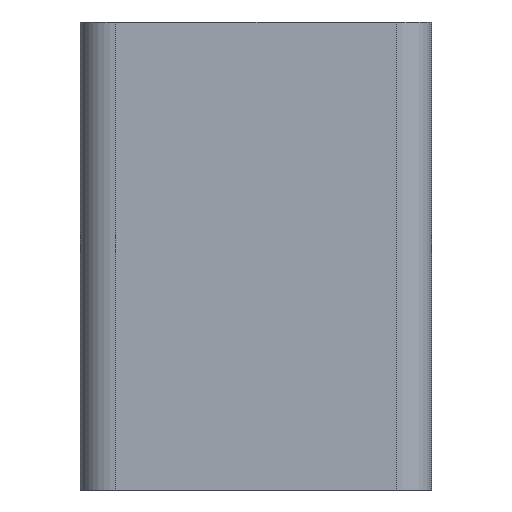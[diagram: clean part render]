
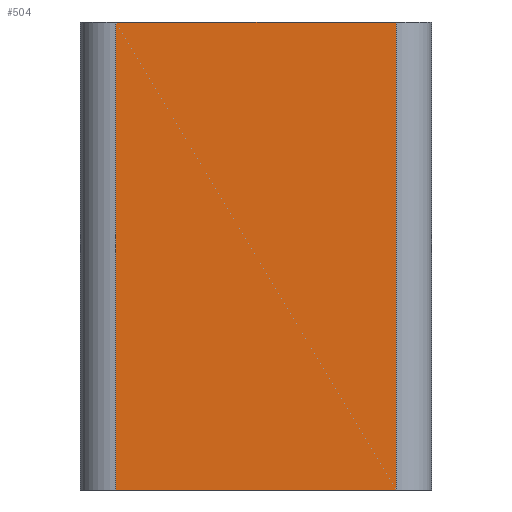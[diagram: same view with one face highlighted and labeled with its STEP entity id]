
A CAD part, front view. The second image highlights one B-rep face of the part: STEP entity #504.
In plain terms, the highlighted planar face has unit normal (0, -1, 0).
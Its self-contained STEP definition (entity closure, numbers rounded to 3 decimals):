
#38=PLANE('',#572);
#68=FACE_OUTER_BOUND('',#106,.T.);
#106=EDGE_LOOP('',(#453,#454,#455,#456));
#136=LINE('',#822,#180);
#143=LINE('',#844,#187);
#149=LINE('',#861,#193);
#151=LINE('',#864,#195);
#180=VECTOR('',#668,10.);
#187=VECTOR('',#695,10.);
#193=VECTOR('',#719,10.);
#195=VECTOR('',#723,10.);
#252=VERTEX_POINT('',#819);
#253=VERTEX_POINT('',#821);
#257=VERTEX_POINT('',#841);
#258=VERTEX_POINT('',#843);
#305=EDGE_CURVE('',#253,#252,#136,.T.);
#316=EDGE_CURVE('',#258,#257,#143,.T.);
#325=EDGE_CURVE('',#253,#257,#149,.T.);
#327=EDGE_CURVE('',#258,#252,#151,.T.);
#453=ORIENTED_EDGE('',*,*,#305,.T.);
#454=ORIENTED_EDGE('',*,*,#327,.F.);
#455=ORIENTED_EDGE('',*,*,#316,.T.);
#456=ORIENTED_EDGE('',*,*,#325,.F.);
#504=ADVANCED_FACE('',(#68),#38,.F.);
#572=AXIS2_PLACEMENT_3D('',#863,#721,#722);
#668=DIRECTION('',(0.,0.,1.));
#695=DIRECTION('',(0.,0.,-1.));
#719=DIRECTION('',(-1.,0.,0.));
#721=DIRECTION('center_axis',(0.,1.,0.));
#722=DIRECTION('ref_axis',(1.,0.,0.));
#723=DIRECTION('',(1.,0.,0.));
#819=CARTESIAN_POINT('',(54.,0.,0.));
#821=CARTESIAN_POINT('',(54.,0.,-80.));
#822=CARTESIAN_POINT('',(54.,0.,-20.));
#841=CARTESIAN_POINT('',(6.,0.,-80.));
#843=CARTESIAN_POINT('',(6.,0.,0.));
#844=CARTESIAN_POINT('',(6.,0.,-60.));
#861=CARTESIAN_POINT('',(60.,0.,-80.));
#863=CARTESIAN_POINT('Origin',(30.,0.,-40.));
#864=CARTESIAN_POINT('',(0.,0.,0.));
